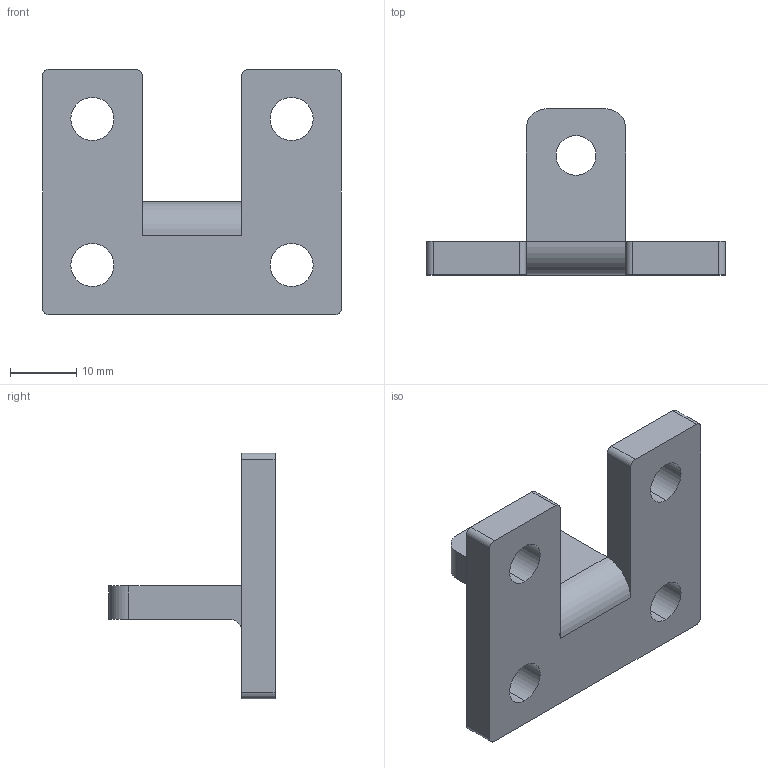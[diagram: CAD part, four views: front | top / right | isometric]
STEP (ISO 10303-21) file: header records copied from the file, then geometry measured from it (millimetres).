
FILE_DESCRIPTION (( 'STEP AP203' ), '1' );
FILE_NAME ('FA-MB2.STEP', '2011-12-19T21:55:40', ( '' ), ( '' ), 'SwSTEP 2.0', 'SolidWorks 2010', '' );
FILE_SCHEMA (( 'CONFIG_CONTROL_DESIGN' ));
Length unit declared in the file: millimetre
Products named in the file (1): FA-MB2
Bounding box: 45 x 25 x 37 mm (x, y, z)
Volume: 7426.6 mm3; surface area: 4662 mm2
Topology: 1 solids, 1 shells, 34 faces, 92 edges, 60 vertices
Faces by surface type: cylinder 20, plane 14
Entity records: 1181 total; most frequent: DIRECTION 202, CARTESIAN_POINT 187, ORIENTED_EDGE 184, EDGE_CURVE 92, AXIS2_PLACEMENT_3D 75, VERTEX_POINT 60, LINE 52, VECTOR 52
